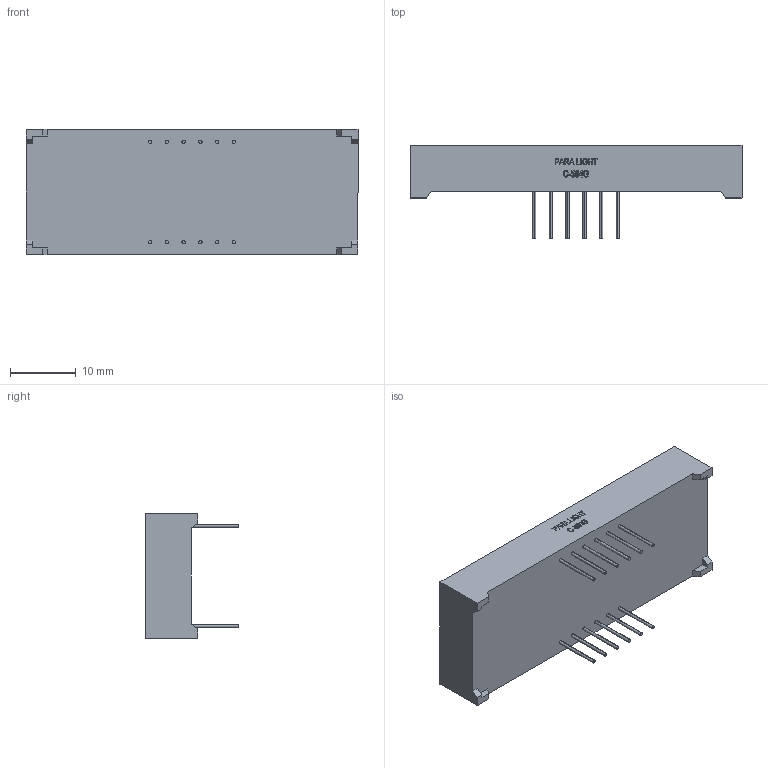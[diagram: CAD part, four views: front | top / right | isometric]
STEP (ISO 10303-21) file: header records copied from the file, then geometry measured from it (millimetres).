
FILE_DESCRIPTION (( 'STEP AP214' ), '1' );
FILE_NAME ('9FAEC8EC-BC5E-42BE-9D96-DEB3E867BDE6.STEP', '2022-08-06T02:05:46', ( '' ), ( '' ), 'SwSTEP 2.0', 'SolidWorks 2022', '' );
FILE_SCHEMA (( 'AUTOMOTIVE_DESIGN' ));
Length unit declared in the file: millimetre
Products named in the file (1): 9FAEC8EC-BC5E-42BE-9D96-DEB3E867BDE6
Bounding box: 50.4 x 14.2 x 19 mm (x, y, z)
Volume: 6730.6 mm3; surface area: 3071.8 mm2
Topology: 13 solids, 13 shells, 279 faces, 779 edges, 579 vertices
Faces by surface type: plane 231, cylinder 48
Entity records: 10789 total; most frequent: CARTESIAN_POINT 2616, ORIENTED_EDGE 1558, DIRECTION 1367, EDGE_CURVE 779, VECTOR 615, LINE 615, VERTEX_POINT 579, AXIS2_PLACEMENT_3D 376
